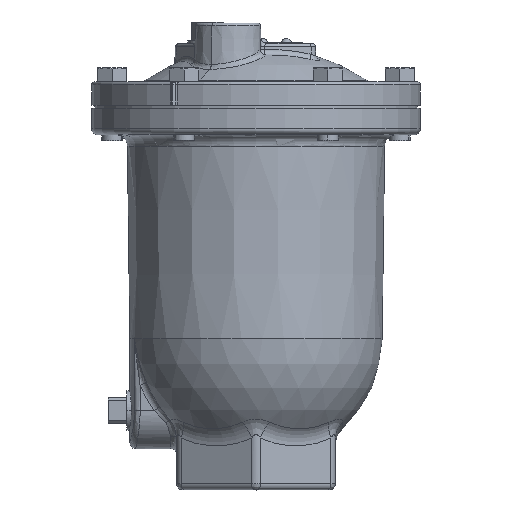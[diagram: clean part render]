
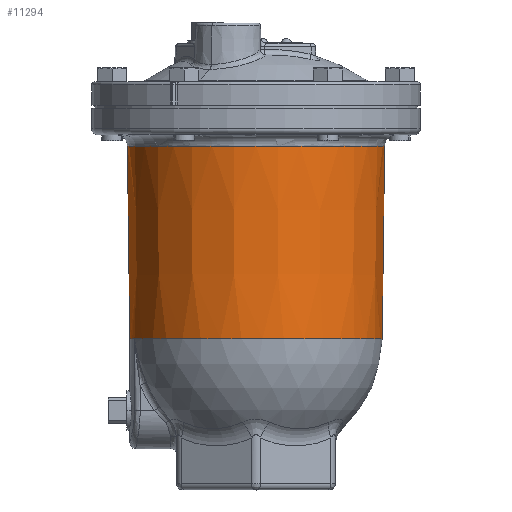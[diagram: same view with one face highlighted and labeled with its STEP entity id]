
A CAD part, top view. The second image highlights one B-rep face of the part: STEP entity #11294.
In plain terms, the highlighted conical face has half-angle 0.714 degrees and reference radius 68.906 mm.
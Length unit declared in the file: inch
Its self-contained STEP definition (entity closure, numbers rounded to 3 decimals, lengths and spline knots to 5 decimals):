
#5096=CARTESIAN_POINT('',(0.,7.31562,0.));
#5097=DIRECTION('',(0.,-1.,0.));
#5098=DIRECTION('',(1.,0.,0.));
#5099=AXIS2_PLACEMENT_3D('',#5096,#5097,#5098);
#5284=CARTESIAN_POINT('',(-2.68734,3.2204,0.));
#5285=CARTESIAN_POINT('',(-2.68734,3.2204,
0.02435));
#5286=CARTESIAN_POINT('',(-2.68668,3.2204,
0.07305));
#5287=CARTESIAN_POINT('',(-2.6837,3.2204,
0.14605));
#5288=CARTESIAN_POINT('',(-2.67874,3.2204,
0.21895));
#5289=CARTESIAN_POINT('',(-2.6718,3.2204,
0.29169));
#5290=CARTESIAN_POINT('',(-2.66288,3.2204,
0.36421));
#5291=CARTESIAN_POINT('',(-2.652,3.2204,
0.43646));
#5292=CARTESIAN_POINT('',(-2.63915,3.22041,
0.50838));
#5293=CARTESIAN_POINT('',(-2.62436,3.22039,
0.57992));
#5294=CARTESIAN_POINT('',(-2.60764,3.22044,
0.65101));
#5295=CARTESIAN_POINT('',(-2.59519,3.22032,
0.69813));
#5296=CARTESIAN_POINT('',(-2.58865,3.22023,
0.7216));
#5298=DIRECTION('',(-0.012,1.,0.));
#5299=VECTOR('',#5298,4.09553);
#5300=CARTESIAN_POINT('',(-2.68734,3.2204,0.));
#5301=LINE('',#5300,#5299);
#5302=DIRECTION('',(0.012,1.,0.));
#5303=VECTOR('',#5302,4.09943);
#5304=CARTESIAN_POINT('',(2.68729,3.21651,0.));
#5305=LINE('',#5304,#5303);
#5306=CARTESIAN_POINT('',(-2.58704,3.21651,
0.72715));
#5307=CARTESIAN_POINT('',(-2.58714,3.21709,
0.72681));
#5308=CARTESIAN_POINT('',(-2.58735,3.21823,
0.72612));
#5309=CARTESIAN_POINT('',(-2.5877,3.21959,
0.72494));
#5310=CARTESIAN_POINT('',(-2.58813,3.22122,
0.72349));
#5311=CARTESIAN_POINT('',(-2.58849,3.22103,
0.7222));
#5312=CARTESIAN_POINT('',(-2.58868,3.22074,
0.72149));
#5318=CARTESIAN_POINT('',(-2.58866,3.22017,
0.72155));
#5920=CARTESIAN_POINT('',(0.,3.21651,0.));
#5921=DIRECTION('',(0.,1.,0.));
#5922=DIRECTION('',(-0.963,0.,0.271));
#5923=AXIS2_PLACEMENT_3D('',#5920,#5921,#5922);
#7168=CARTESIAN_POINT('',(2.68729,3.21651,0.));
#7169=CARTESIAN_POINT('',(2.73838,7.31562,0.));
#7170=VERTEX_POINT('',#7168);
#7171=VERTEX_POINT('',#7169);
#7180=CARTESIAN_POINT('',(-2.73838,7.31562,0.));
#7181=VERTEX_POINT('',#7180);
#7234=CARTESIAN_POINT('',(-2.68734,3.2204,0.));
#7235=VERTEX_POINT('',#7234);
#7276=VERTEX_POINT('',#5318);
#7279=CARTESIAN_POINT('',(-2.58704,3.21651,
0.72715));
#7280=VERTEX_POINT('',#7279);
#11276=CARTESIAN_POINT('',(0.,5.26606,0.));
#11277=DIRECTION('',(0.,1.,0.));
#11278=DIRECTION('',(1.,0.,0.));
#11279=AXIS2_PLACEMENT_3D('',#11276,#11277,#11278);
#11280=CONICAL_SURFACE('',#11279,2.71284,0.714);
#11282=ORIENTED_EDGE('',*,*,#11281,.F.);
#11284=ORIENTED_EDGE('',*,*,#11283,.T.);
#11285=ORIENTED_EDGE('',*,*,#11216,.F.);
#11287=ORIENTED_EDGE('',*,*,#11286,.F.);
#11289=ORIENTED_EDGE('',*,*,#11288,.F.);
#11291=ORIENTED_EDGE('',*,*,#11290,.T.);
#11292=EDGE_LOOP('',(#11282,#11284,#11285,#11287,#11289,#11291));
#11293=FACE_OUTER_BOUND('',#11292,.F.);
#5100=CIRCLE('',#5099,2.73838);
#5297=B_SPLINE_CURVE_WITH_KNOTS('',3,(#5284,#5285,#5286,#5287,#5288,#5289,#5290,
#5291,#5292,#5293,#5294,#5295,#5296),.UNSPECIFIED.,.F.,.F.,(4,1,1,1,1,1,1,1,1,1,
4),(0.,0.1,0.2,0.3,0.4,0.5,0.6,0.7,0.8,0.9,1.),
.UNSPECIFIED.);
#5313=B_SPLINE_CURVE_WITH_KNOTS('',3,(#5306,#5307,#5308,#5309,#5310,#5311,
#5312),.UNSPECIFIED.,.F.,.F.,(4,1,1,1,4),(0.,0.25,0.5,0.75,1.),
.UNSPECIFIED.);
#5924=CIRCLE('',#5923,2.68729);
#11216=EDGE_CURVE('',#7171,#7181,#5100,.T.);
#11281=EDGE_CURVE('',#7235,#7276,#5297,.T.);
#11283=EDGE_CURVE('',#7235,#7181,#5301,.T.);
#11286=EDGE_CURVE('',#7170,#7171,#5305,.T.);
#11288=EDGE_CURVE('',#7280,#7170,#5924,.T.);
#11290=EDGE_CURVE('',#7280,#7276,#5313,.T.);
#11294=ADVANCED_FACE('',(#11293),#11280,.T.);
